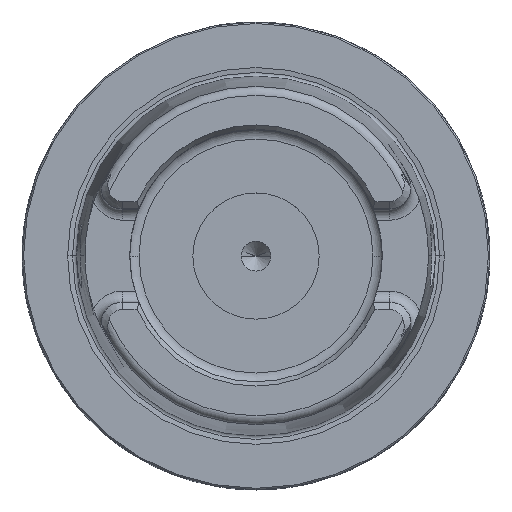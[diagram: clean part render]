
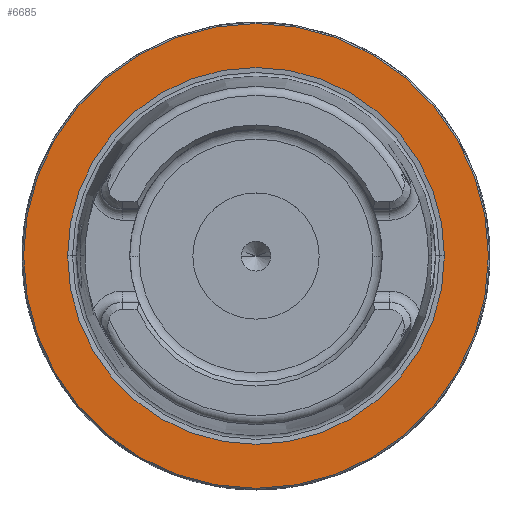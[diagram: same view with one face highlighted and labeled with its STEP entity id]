
A CAD part, top view. The second image highlights one B-rep face of the part: STEP entity #6685.
In plain terms, the highlighted planar face has unit normal (0, 0, 1).
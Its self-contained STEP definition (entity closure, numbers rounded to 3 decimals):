
#2163=CARTESIAN_POINT('',(0.,0.,0.));
#2164=DIRECTION('',(0.,0.,1.));
#2165=DIRECTION('',(1.,0.,0.));
#2166=AXIS2_PLACEMENT_3D('',#2163,#2164,#2165);
#2179=CARTESIAN_POINT('',(0.,0.,0.));
#2180=DIRECTION('',(0.,0.,-1.));
#2181=DIRECTION('',(1.,0.,0.));
#2182=AXIS2_PLACEMENT_3D('',#2179,#2180,#2181);
#2201=CARTESIAN_POINT('',(0.,0.,0.));
#2202=DIRECTION('',(0.,0.,1.));
#2203=DIRECTION('',(1.,0.,0.));
#2204=AXIS2_PLACEMENT_3D('',#2201,#2202,#2203);
#4795=CARTESIAN_POINT('',(0.,0.,0.));
#4796=DIRECTION('',(0.,0.,-1.));
#4797=DIRECTION('',(1.,0.,0.));
#4798=AXIS2_PLACEMENT_3D('',#4795,#4796,#4797);
#4849=CARTESIAN_POINT('',(25.374,0.,0.));
#4851=VERTEX_POINT('',#4849);
#4861=CARTESIAN_POINT('',(-25.374,0.,0.));
#4863=VERTEX_POINT('',#4861);
#5129=CARTESIAN_POINT('',(31.3,0.,0.));
#5130=CARTESIAN_POINT('',(-31.3,0.,0.));
#5131=VERTEX_POINT('',#5129);
#5132=VERTEX_POINT('',#5130);
#6669=CARTESIAN_POINT('',(0.,0.,0.));
#6670=DIRECTION('',(0.,0.,-1.));
#6671=DIRECTION('',(-1.,0.,0.));
#6672=AXIS2_PLACEMENT_3D('',#6669,#6670,#6671);
#6673=PLANE('',#6672);
#6674=ORIENTED_EDGE('',*,*,#6659,.F.);
#6676=ORIENTED_EDGE('',*,*,#6675,.T.);
#6677=EDGE_LOOP('',(#6674,#6676));
#6678=FACE_OUTER_BOUND('',#6677,.F.);
#6680=ORIENTED_EDGE('',*,*,#6679,.F.);
#6682=ORIENTED_EDGE('',*,*,#6681,.T.);
#6683=EDGE_LOOP('',(#6680,#6682));
#6684=FACE_BOUND('',#6683,.F.);
#2167=CIRCLE('',#2166,31.3);
#2183=CIRCLE('',#2182,25.374);
#2205=CIRCLE('',#2204,25.374);
#4799=CIRCLE('',#4798,31.3);
#6659=EDGE_CURVE('',#5131,#5132,#2167,.T.);
#6675=EDGE_CURVE('',#5131,#5132,#4799,.T.);
#6679=EDGE_CURVE('',#4851,#4863,#2183,.T.);
#6681=EDGE_CURVE('',#4851,#4863,#2205,.T.);
#6685=ADVANCED_FACE('',(#6678,#6684),#6673,.F.);
